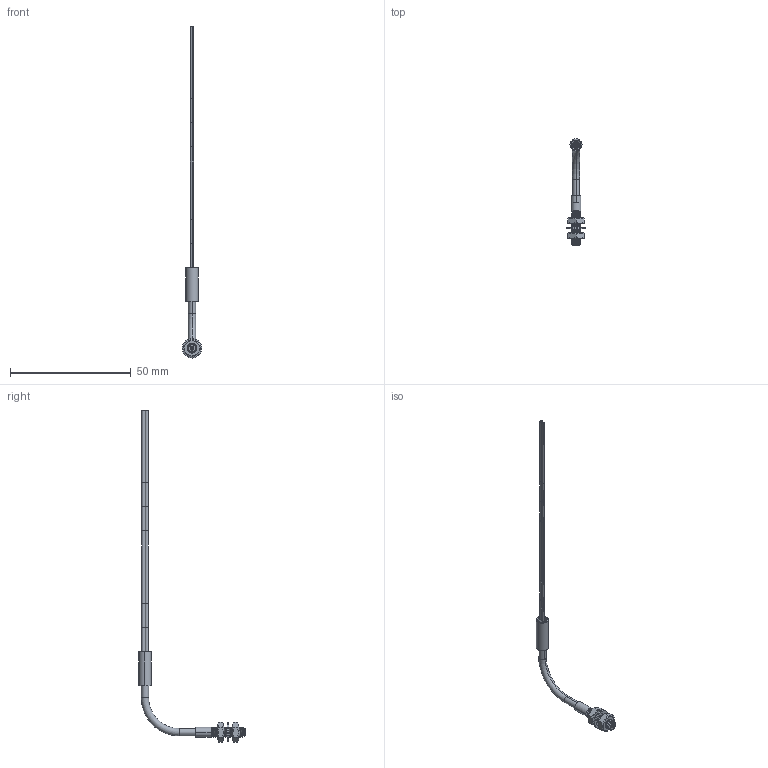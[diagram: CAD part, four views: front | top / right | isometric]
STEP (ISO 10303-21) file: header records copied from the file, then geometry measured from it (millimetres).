
FILE_DESCRIPTION((''),'2;1');
FILE_NAME('193974_ASM','2016-03-09T',('pdmadmin'),(''),'PRO/ENGINEER BY PARAMETRIC TECHNOLOGY CORPORATION, 2013230','PRO/ENGINEER BY PARAMETRIC TECHNOLOGY CORPORATION, 2013230','');
FILE_SCHEMA(('CONFIG_CONTROL_DESIGN'));
Length unit declared in the file: inch
Products named in the file (10): 111694; 58156; 111876; 39412; 39413; FIBER_CORE_9X_-25_01_1X_-5_02SM; 40844; 40845; 81480_ASM; 193974_ASM
Assembly tree (12 placements, depth 3):
  193974_ASM
    81480_ASM
      111694
      58156
      111876
      39412  x2
      39413  x2
      FIBER_CORE_9X_-25_01_1X_-5_02SM
      40844  x2
      40845
Bounding box: 8 x 43.9 x 137.32 mm (x, y, z)
Volume: 787.6 mm3; surface area: 4030.4 mm2
Topology: 21 solids, 43 shells, 370 faces, 911 edges, 583 vertices
Faces by surface type: cylinder 210, plane 74, bspline 60, cone 22, torus 4
Entity records: 12832 total; most frequent: CARTESIAN_POINT 6212, DIRECTION 1390, ORIENTED_EDGE 1270, EDGE_CURVE 673, AXIS2_PLACEMENT_3D 570, VERTEX_POINT 431, EDGE_LOOP 290, CIRCLE 289
